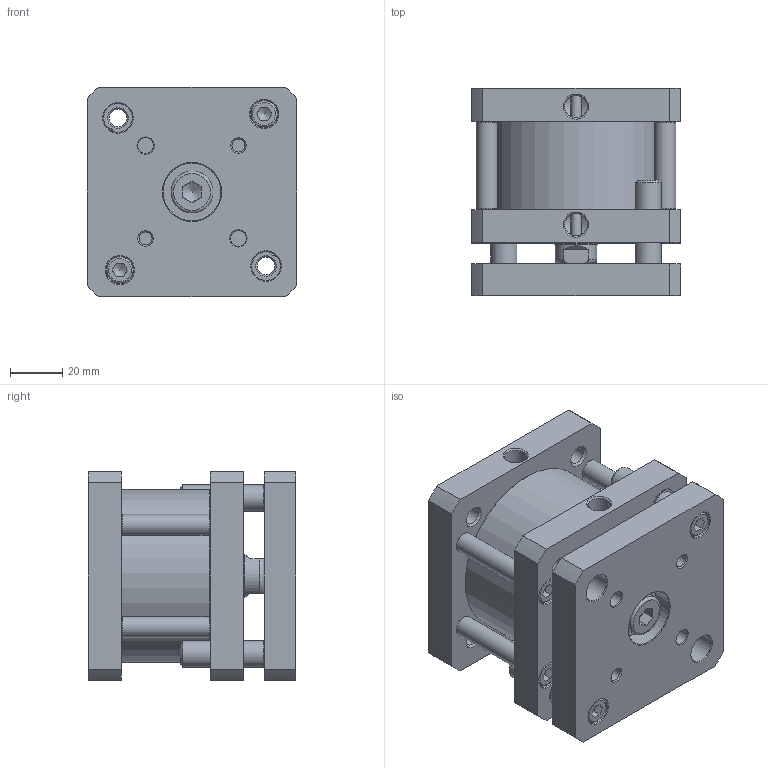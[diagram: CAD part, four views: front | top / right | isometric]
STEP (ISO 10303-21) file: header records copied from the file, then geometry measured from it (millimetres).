
FILE_DESCRIPTION((''),'2;1');
FILE_NAME('XDMA063.010.GS.F.stp','2014-05-19T10:14:03',('carlo.corazza'),(''),'Autodesk Inventor 2012','Autodesk Inventor 2012','');
FILE_SCHEMA(('AUTOMOTIVE_DESIGN { 1 0 10303 214 1 1 1 1 }'));
Length unit declared in the file: millimetre
Products named in the file (8): XDMA063..GS.F; TP; STELO-010; TAA; TIRANTE-010; CORPO-010; STAFFA; COLONNETTA-010
Assembly tree (11 placements, depth 2):
  XDMA063..GS.F
    TP
    STELO-010
    TAA
    TIRANTE-010  x4
    CORPO-010
    STAFFA
    COLONNETTA-010  x2
Bounding box: 80 x 79 x 80 mm (x, y, z)
Volume: 246139.5 mm3; surface area: 85528.1 mm2
Topology: 11 solids, 22 shells, 377 faces, 849 edges, 529 vertices
Faces by surface type: plane 147, cone 125, cylinder 90, torus 15
Full cylindrical faces by diameter (mm): 4 x2, 4.917 x12, 6 x2, 6.647 x7, 6.9 x8, 7.1 x2, 8 x4, 8.376 x1, 8.566 x2, 10 x12, 10.5 x10, 11 x2, 12 x2, 16 x2, 16.54 x1, 17.7 x1, 18 x1, 20.32 x1, 20.5 x1, 22 x1, 63 x1, 66 x1
Entity records: 8981 total; most frequent: CARTESIAN_POINT 1655, DIRECTION 1450, ORIENTED_EDGE 1102, AXIS2_PLACEMENT_3D 616, EDGE_LOOP 586, EDGE_CURVE 551, VERTEX_POINT 441, STYLED_ITEM 343
